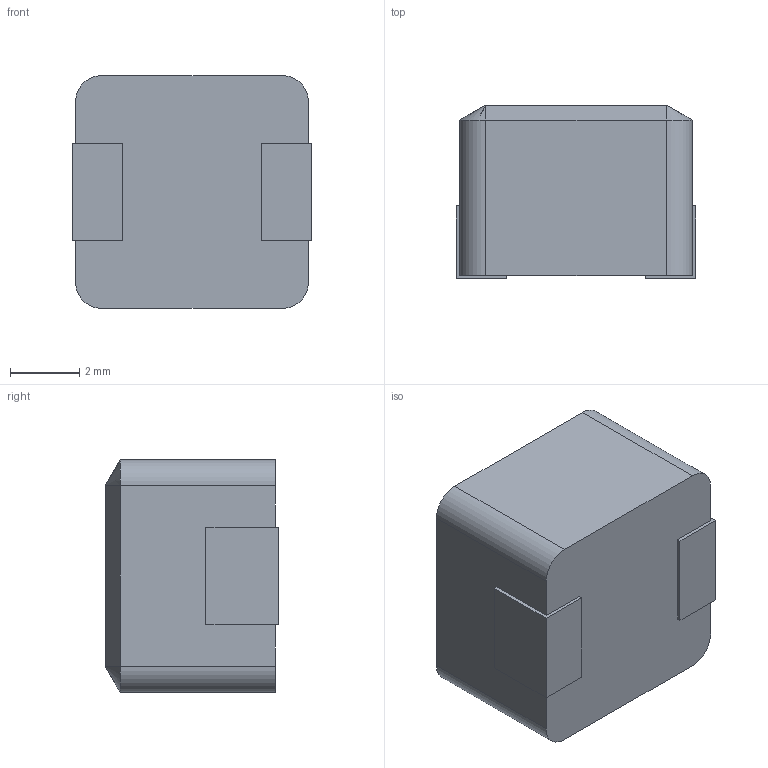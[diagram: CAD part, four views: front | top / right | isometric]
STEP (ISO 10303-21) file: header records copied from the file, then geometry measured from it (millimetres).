
FILE_DESCRIPTION (( 'STEP AP214' ), '1' );
FILE_NAME ('6.7x6.7mm Inductor 330.STEP', '2024-09-26T12:35:08', ( '' ), ( '' ), 'SwSTEP 2.0', 'SolidWorks 2021', '' );
FILE_SCHEMA (( 'AUTOMOTIVE_DESIGN' ));
Length unit declared in the file: millimetre
Products named in the file (1): 6.7x6.7mm Inductor 330
Bounding box: 6.9 x 5 x 6.7 mm (x, y, z)
Volume: 215.6 mm3; surface area: 209.5 mm2
Topology: 1 solids, 1 shells, 156 faces, 443 edges, 288 vertices
Faces by surface type: plane 108, bspline 40, cylinder 4, cone 4
Entity records: 6158 total; most frequent: CARTESIAN_POINT 2028, ORIENTED_EDGE 878, DIRECTION 601, EDGE_CURVE 439, VECTOR 351, LINE 351, VERTEX_POINT 288, EDGE_LOOP 159
